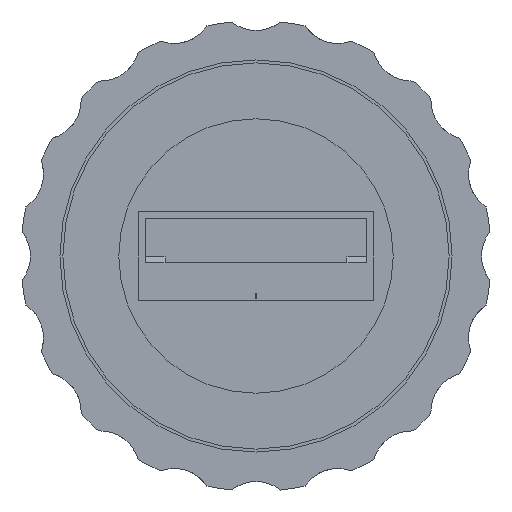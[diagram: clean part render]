
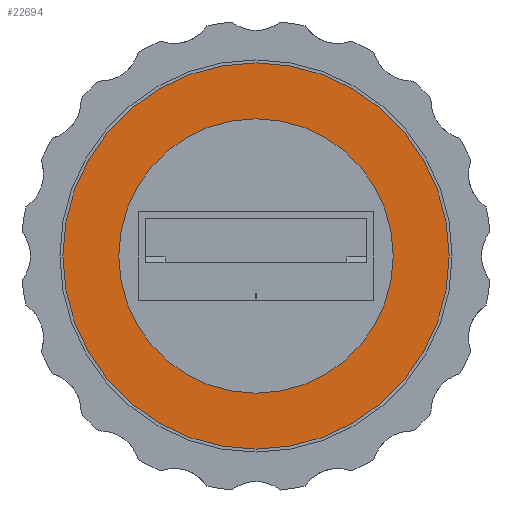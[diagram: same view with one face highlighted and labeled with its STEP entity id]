
A CAD part, left-side view. The second image highlights one B-rep face of the part: STEP entity #22694.
In plain terms, the highlighted planar face has unit normal (-1, 0, 0).
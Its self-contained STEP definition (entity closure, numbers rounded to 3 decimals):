
#648 = EDGE_LOOP ( 'NONE', ( #3227, #4141 ) ) ;
#1009 = VERTEX_POINT ( 'NONE', #18467 ) ;
#2602 = CARTESIAN_POINT ( 'NONE',  ( 0., 0., 0. ) ) ;
#2934 = CARTESIAN_POINT ( 'NONE',  ( 0., 0., 0. ) ) ;
#3227 = ORIENTED_EDGE ( 'NONE', *, *, #26614, .T. ) ;
#3248 = CIRCLE ( 'NONE', #19263, 9.85 ) ;
#4141 = ORIENTED_EDGE ( 'NONE', *, *, #19258, .T. ) ;
#4394 = CARTESIAN_POINT ( 'NONE',  ( 0., 0., 0. ) ) ;
#4666 = DIRECTION ( 'NONE',  ( 0., 1., 0. ) ) ;
#5000 = DIRECTION ( 'NONE',  ( 0., 1., 0. ) ) ;
#6460 = DIRECTION ( 'NONE',  ( 0., 1., 0. ) ) ;
#6887 = CARTESIAN_POINT ( 'NONE',  ( 0., 7., 0. ) ) ;
#8398 = CARTESIAN_POINT ( 'NONE',  ( 0., -9.85, 0. ) ) ;
#9987 = FACE_BOUND ( 'NONE', #648, .T. ) ;
#10501 = VERTEX_POINT ( 'NONE', #8398 ) ;
#10750 = DIRECTION ( 'NONE',  ( 1., 0., 0. ) ) ;
#11177 = PLANE ( 'NONE',  #12328 ) ;
#11246 = CIRCLE ( 'NONE', #13892, 7. ) ;
#12328 = AXIS2_PLACEMENT_3D ( 'NONE', #6887, #13182, #25893 ) ;
#13182 = DIRECTION ( 'NONE',  ( -1., 0., 0. ) ) ;
#13892 = AXIS2_PLACEMENT_3D ( 'NONE', #4394, #19132, #6460 ) ;
#14385 = CARTESIAN_POINT ( 'NONE',  ( 0., 7., 0. ) ) ;
#15769 = EDGE_CURVE ( 'NONE', #10501, #24971, #3248, .T. ) ;
#16180 = FACE_OUTER_BOUND ( 'NONE', #25425, .T. ) ;
#16328 = ORIENTED_EDGE ( 'NONE', *, *, #26644, .F. ) ;
#16800 = CIRCLE ( 'NONE', #18138, 9.85 ) ;
#17001 = VERTEX_POINT ( 'NONE', #14385 ) ;
#17230 = DIRECTION ( 'NONE',  ( 1., 0., 0. ) ) ;
#17582 = DIRECTION ( 'NONE',  ( 1., 0., 0. ) ) ;
#18138 = AXIS2_PLACEMENT_3D ( 'NONE', #23335, #10750, #25456 ) ;
#18355 = CARTESIAN_POINT ( 'NONE',  ( 0., 9.85, 0. ) ) ;
#18467 = CARTESIAN_POINT ( 'NONE',  ( 0., -7., 0. ) ) ;
#19132 = DIRECTION ( 'NONE',  ( 1., 0., 0. ) ) ;
#19258 = EDGE_CURVE ( 'NONE', #1009, #17001, #23225, .T. ) ;
#19263 = AXIS2_PLACEMENT_3D ( 'NONE', #2602, #17230, #4666 ) ;
#19909 = ORIENTED_EDGE ( 'NONE', *, *, #15769, .F. ) ;
#19981 = AXIS2_PLACEMENT_3D ( 'NONE', #2934, #17582, #5000 ) ;
#22694 = ADVANCED_FACE ( 'NONE', ( #16180, #9987 ), #11177, .T. ) ;
#23225 = CIRCLE ( 'NONE', #19981, 7. ) ;
#23335 = CARTESIAN_POINT ( 'NONE',  ( 0., 0., 0. ) ) ;
#24971 = VERTEX_POINT ( 'NONE', #18355 ) ;
#25425 = EDGE_LOOP ( 'NONE', ( #16328, #19909 ) ) ;
#25456 = DIRECTION ( 'NONE',  ( 0., 1., 0. ) ) ;
#25893 = DIRECTION ( 'NONE',  ( 0., -1., 0. ) ) ;
#26614 = EDGE_CURVE ( 'NONE', #17001, #1009, #11246, .T. ) ;
#26644 = EDGE_CURVE ( 'NONE', #24971, #10501, #16800, .T. ) ;
